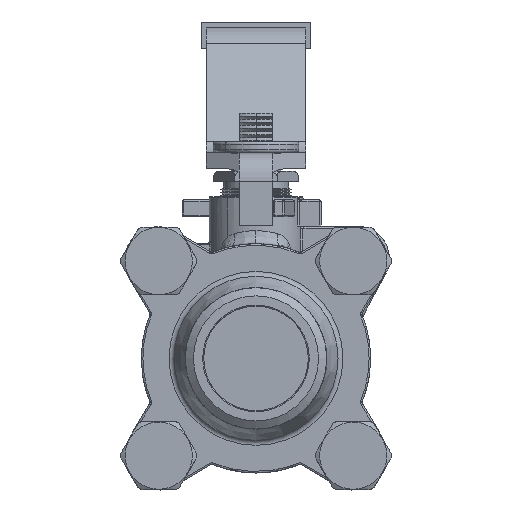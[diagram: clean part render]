
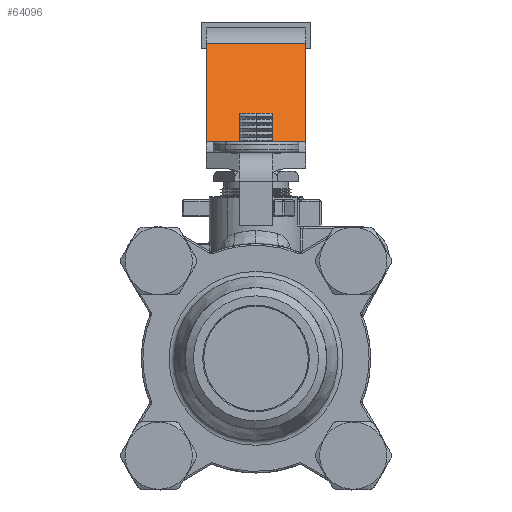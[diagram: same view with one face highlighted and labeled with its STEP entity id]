
A CAD part, front view. The second image highlights one B-rep face of the part: STEP entity #64096.
In plain terms, the highlighted planar face has unit normal (0, -0.809, 0.588).
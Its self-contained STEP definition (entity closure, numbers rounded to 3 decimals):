
#140=CARTESIAN_POINT('',(-9.5,14.283,41.608));
#141=VERTEX_POINT('',#140);
#149=CARTESIAN_POINT('',(-9.5,27.955,60.427));
#150=VERTEX_POINT('',#149);
#151=CARTESIAN_POINT('',(-9.5,27.955,60.427));
#152=DIRECTION('',(0.,-0.588,-0.809));
#153=VECTOR('',#152,23.261);
#154=LINE('',#151,#153);
#155=EDGE_CURVE('',#150,#141,#154,.T.);
#241=CARTESIAN_POINT('',(9.5,27.955,60.427));
#242=VERTEX_POINT('',#241);
#250=CARTESIAN_POINT('',(9.5,14.283,41.608));
#251=VERTEX_POINT('',#250);
#252=CARTESIAN_POINT('',(9.5,27.955,60.427));
#253=DIRECTION('',(0.,-0.588,-0.809));
#254=VECTOR('',#253,23.261);
#255=LINE('',#252,#254);
#256=EDGE_CURVE('',#242,#251,#255,.T.);
#64071=CARTESIAN_POINT('',(-9.5,14.283,41.608));
#64072=DIRECTION('',(1.,0.,0.));
#64073=VECTOR('',#64072,19.);
#64074=LINE('',#64071,#64073);
#64075=EDGE_CURVE('',#141,#251,#64074,.T.);
#64080=CARTESIAN_POINT('',(-9.5,27.955,60.427));
#64081=DIRECTION('',(0.,-0.809,0.588));
#64082=DIRECTION('',(-1.,-0.,-0.));
#64083=AXIS2_PLACEMENT_3D('',#64080,#64081,#64082);
#64084=PLANE('',#64083);
#64085=ORIENTED_EDGE('',*,*,#155,.T.);
#64086=ORIENTED_EDGE('',*,*,#64075,.T.);
#64087=ORIENTED_EDGE('',*,*,#256,.F.);
#64088=CARTESIAN_POINT('',(-9.5,27.955,60.427));
#64089=DIRECTION('',(1.,0.,0.));
#64090=VECTOR('',#64089,19.);
#64091=LINE('',#64088,#64090);
#64092=EDGE_CURVE('',#150,#242,#64091,.T.);
#64093=ORIENTED_EDGE('',*,*,#64092,.F.);
#64094=EDGE_LOOP('',(#64085,#64086,#64087,#64093));
#64095=FACE_BOUND('',#64094,.T.);
#64096=ADVANCED_FACE('',(#64095),#64084,.T.);
